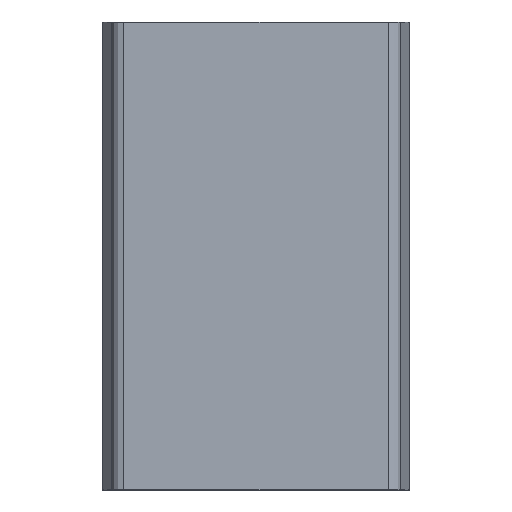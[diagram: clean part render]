
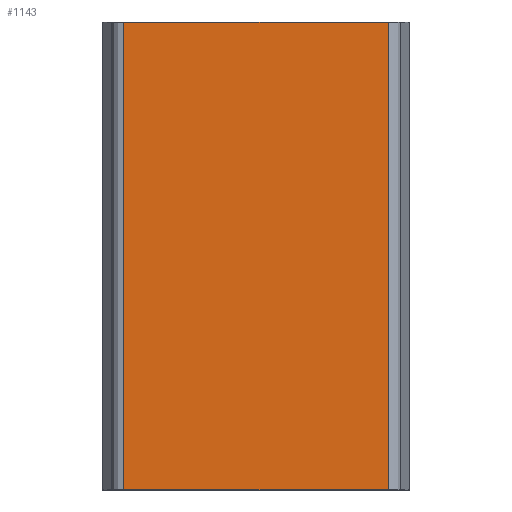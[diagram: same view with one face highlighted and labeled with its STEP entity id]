
A CAD part, top view. The second image highlights one B-rep face of the part: STEP entity #1143.
In plain terms, the highlighted planar face has unit normal (0, 0, 1).
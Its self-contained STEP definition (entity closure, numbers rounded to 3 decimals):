
#223=FACE_OUTER_BOUND($,#263,.T.);
#263=EDGE_LOOP($,(#936,#937,#938,#939));
#311=LINE($,#1663,#532);
#312=LINE($,#1665,#533);
#313=LINE($,#1667,#534);
#314=LINE($,#1668,#535);
#532=VECTOR($,#1295,74.886);
#533=VECTOR($,#1296,132.5);
#534=VECTOR($,#1297,74.886);
#535=VECTOR($,#1298,132.5);
#751=VERTEX_POINT($,#1661);
#752=VERTEX_POINT($,#1662);
#753=VERTEX_POINT($,#1664);
#754=VERTEX_POINT($,#1666);
#823=EDGE_CURVE($,#751,#752,#311,.T.);
#824=EDGE_CURVE($,#752,#753,#312,.T.);
#825=EDGE_CURVE($,#754,#753,#313,.T.);
#826=EDGE_CURVE($,#751,#754,#314,.T.);
#936=ORIENTED_EDGE($,*,*,#823,.T.);
#937=ORIENTED_EDGE($,*,*,#824,.T.);
#938=ORIENTED_EDGE($,*,*,#825,.F.);
#939=ORIENTED_EDGE($,*,*,#826,.F.);
#1107=PLANE($,#1194);
#1143=ADVANCED_FACE($,(#223),#1107,.T.);
#1194=AXIS2_PLACEMENT_3D($,#1660,#1293,#1294);
#1293=DIRECTION('center_axis',(0.,0.,1.));
#1294=DIRECTION('ref_axis',(1.,0.,0.));
#1295=DIRECTION($,(1.,0.,0.));
#1296=DIRECTION($,(0.,1.,0.));
#1297=DIRECTION($,(1.,0.,0.));
#1298=DIRECTION($,(0.,1.,0.));
#1660=CARTESIAN_POINT('Origin',(6.056,-66.25,104.));
#1661=CARTESIAN_POINT('',(6.056,-66.25,104.));
#1662=CARTESIAN_POINT('',(80.941,-66.25,104.));
#1663=CARTESIAN_POINT($,(6.056,-66.25,104.));
#1664=CARTESIAN_POINT('',(80.941,66.25,104.));
#1665=CARTESIAN_POINT($,(80.941,-66.25,104.));
#1666=CARTESIAN_POINT('',(6.056,66.25,104.));
#1667=CARTESIAN_POINT($,(6.056,66.25,104.));
#1668=CARTESIAN_POINT($,(6.056,-66.25,104.));
